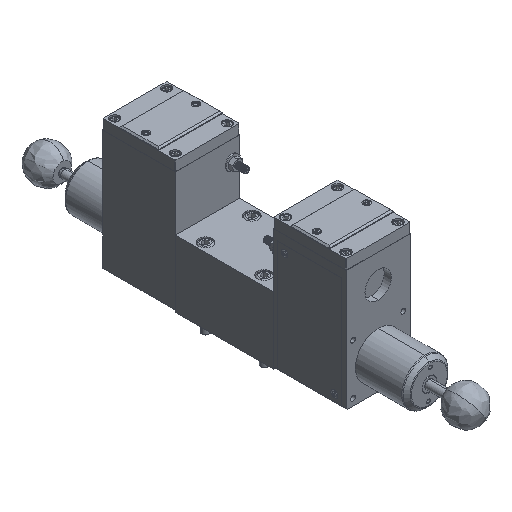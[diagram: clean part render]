
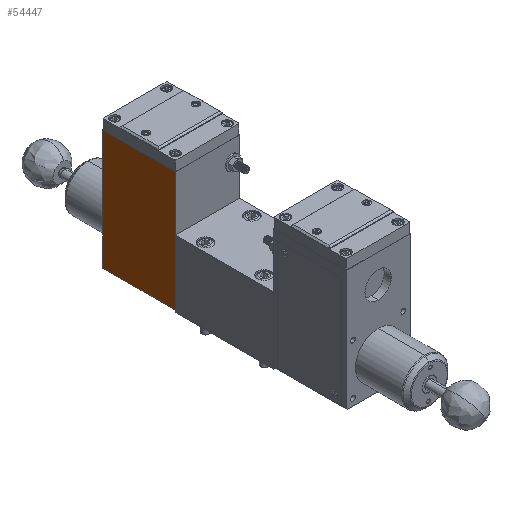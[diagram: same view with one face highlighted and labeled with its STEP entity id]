
A CAD part, isometric view. The second image highlights one B-rep face of the part: STEP entity #54447.
In plain terms, the highlighted planar face has unit normal (-1, 0, 0).
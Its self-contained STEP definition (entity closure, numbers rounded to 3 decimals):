
#1773 = EDGE_CURVE ( 'NONE', #15193, #15420, #12114, .T. ) ;
#2952 = EDGE_CURVE ( 'NONE', #15263, #15193, #9444, .T. ) ;
#5518 = ORIENTED_EDGE ( 'NONE', *, *, #2952, .T. ) ;
#8208 = ORIENTED_EDGE ( 'NONE', *, *, #17059, .T. ) ;
#9444 = LINE ( 'NONE', #58681, #9448 ) ;
#9448 = VECTOR ( 'NONE', #58673, 1000. ) ;
#11055 = ORIENTED_EDGE ( 'NONE', *, *, #69224, .T. ) ;
#11284 = ORIENTED_EDGE ( 'NONE', *, *, #1773, .T. ) ;
#12114 = LINE ( 'NONE', #59731, #12118 ) ;
#12118 = VECTOR ( 'NONE', #59747, 1000. ) ;
#15193 = VERTEX_POINT ( 'NONE', #56662 ) ;
#15263 = VERTEX_POINT ( 'NONE', #56746 ) ;
#15420 = VERTEX_POINT ( 'NONE', #56944 ) ;
#15426 = VERTEX_POINT ( 'NONE', #56951 ) ;
#17059 = EDGE_CURVE ( 'NONE', #15426, #15263, #63682, .T. ) ;
#21582 = AXIS2_PLACEMENT_3D ( 'NONE', #44217, #44219, #44220 ) ;
#32592 = FACE_OUTER_BOUND ( 'NONE', #51971, .T. ) ;
#44192 = PLANE ( 'NONE',  #21582 ) ;
#44217 = CARTESIAN_POINT ( 'NONE',  ( -37.336, 113.452, 41.24 ) ) ;
#44219 = DIRECTION ( 'NONE',  ( -1., 0., 0. ) ) ;
#44220 = DIRECTION ( 'NONE',  ( 0., -1., 0. ) ) ;
#51971 = EDGE_LOOP ( 'NONE', ( #11055, #8208, #5518, #11284 ) ) ;
#54447 = ADVANCED_FACE ( 'NONE', ( #32592 ), #44192, .T. ) ;
#56662 = CARTESIAN_POINT ( 'NONE',  ( -37.336, 113.452, -42.76 ) ) ;
#56746 = CARTESIAN_POINT ( 'NONE',  ( -37.336, 113.452, 41.24 ) ) ;
#56770 = CARTESIAN_POINT ( 'NONE',  ( -37.336, 62.452, 41.24 ) ) ;
#56773 = DIRECTION ( 'NONE',  ( 0., 0., 1. ) ) ;
#56944 = CARTESIAN_POINT ( 'NONE',  ( -37.336, 62.452, -42.76 ) ) ;
#56951 = CARTESIAN_POINT ( 'NONE',  ( -37.336, 62.452, 41.24 ) ) ;
#57696 = LINE ( 'NONE', #56770, #57700 ) ;
#57700 = VECTOR ( 'NONE', #56773, 1000. ) ;
#58110 = CARTESIAN_POINT ( 'NONE',  ( -37.336, 113.452, 41.24 ) ) ;
#58111 = DIRECTION ( 'NONE',  ( 0., 1., 0. ) ) ;
#58673 = DIRECTION ( 'NONE',  ( 0., 0., -1. ) ) ;
#58681 = CARTESIAN_POINT ( 'NONE',  ( -37.336, 113.452, 41.24 ) ) ;
#59731 = CARTESIAN_POINT ( 'NONE',  ( -37.336, 113.452, -42.76 ) ) ;
#59747 = DIRECTION ( 'NONE',  ( 0., -1., 0. ) ) ;
#63682 = LINE ( 'NONE', #58110, #63686 ) ;
#63686 = VECTOR ( 'NONE', #58111, 1000. ) ;
#69224 = EDGE_CURVE ( 'NONE', #15420, #15426, #57696, .T. ) ;
